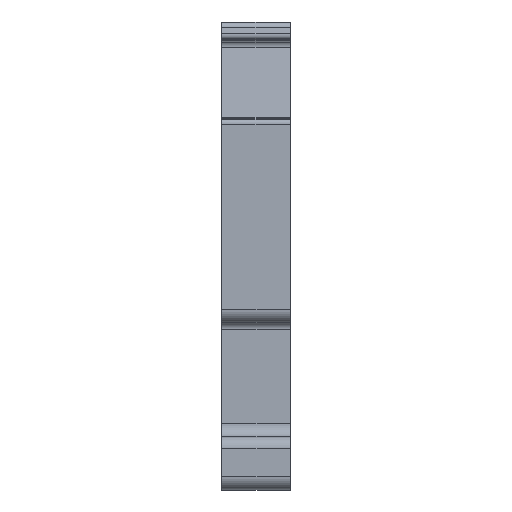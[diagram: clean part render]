
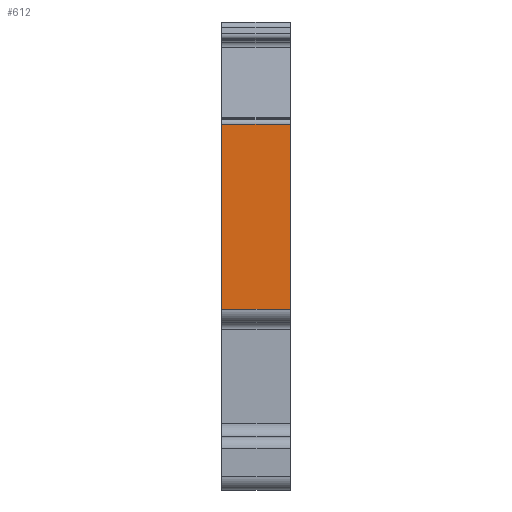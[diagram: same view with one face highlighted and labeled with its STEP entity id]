
A CAD part, left-side view. The second image highlights one B-rep face of the part: STEP entity #612.
In plain terms, the highlighted planar face has unit normal (-1, 0, 0).
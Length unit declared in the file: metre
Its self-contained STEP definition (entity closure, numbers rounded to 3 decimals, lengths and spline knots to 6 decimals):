
#612 = ADVANCED_FACE( '', ( #1435 ), #1436, .F. );
#1435 = FACE_OUTER_BOUND( '', #2474, .T. );
#1436 = PLANE( '', #2475 );
#2474 = EDGE_LOOP( '', ( #4303, #4304, #4305, #4306 ) );
#2475 = AXIS2_PLACEMENT_3D( '', #4307, #4308, #4309 );
#4303 = ORIENTED_EDGE( '', *, *, #6737, .F. );
#4304 = ORIENTED_EDGE( '', *, *, #6641, .F. );
#4305 = ORIENTED_EDGE( '', *, *, #7004, .F. );
#4306 = ORIENTED_EDGE( '', *, *, #7066, .F. );
#4307 = CARTESIAN_POINT( '', ( -0.0361, 0.0048, -0.00295 ) );
#4308 = DIRECTION( '', ( 1., 0., 0. ) );
#4309 = DIRECTION( '', ( 0., 1., 0. ) );
#6641 = EDGE_CURVE( '', #8133, #8135, #8136, .F. );
#6737 = EDGE_CURVE( '', #8135, #8306, #8307, .T. );
#7004 = EDGE_CURVE( '', #8730, #8133, #8732, .T. );
#7066 = EDGE_CURVE( '', #8306, #8730, #8822, .T. );
#8133 = VERTEX_POINT( '', #10204 );
#8135 = VERTEX_POINT( '', #10206 );
#8136 = LINE( '', #10207, #10208 );
#8306 = VERTEX_POINT( '', #10426 );
#8307 = LINE( '', #10427, #10428 );
#8730 = VERTEX_POINT( '', #11010 );
#8732 = LINE( '', #11012, #11013 );
#8822 = LINE( '', #11139, #11140 );
#10204 = CARTESIAN_POINT( '', ( -0.0361, 0.0048, -0.00295 ) );
#10206 = CARTESIAN_POINT( '', ( -0.0361, 0.0048, 0.011 ) );
#10207 = CARTESIAN_POINT( '', ( -0.0361, 0.0048, 0.0186 ) );
#10208 = VECTOR( '', #12567, 1. );
#10426 = CARTESIAN_POINT( '', ( -0.0361, -0.00035, 0.011 ) );
#10427 = CARTESIAN_POINT( '', ( -0.0361, 0.0048, 0.011 ) );
#10428 = VECTOR( '', #12724, 1. );
#11010 = CARTESIAN_POINT( '', ( -0.0361, -0.00035, -0.00295 ) );
#11012 = CARTESIAN_POINT( '', ( -0.0361, 0.0048, -0.00295 ) );
#11013 = VECTOR( '', #13063, 1. );
#11139 = CARTESIAN_POINT( '', ( -0.0361, -0.00035, 0.0186 ) );
#11140 = VECTOR( '', #13121, 1. );
#12567 = DIRECTION( '', ( 0., 0., -1. ) );
#12724 = DIRECTION( '', ( 0., -1., 0. ) );
#13063 = DIRECTION( '', ( 0., 1., 0. ) );
#13121 = DIRECTION( '', ( 0., 0., -1. ) );
